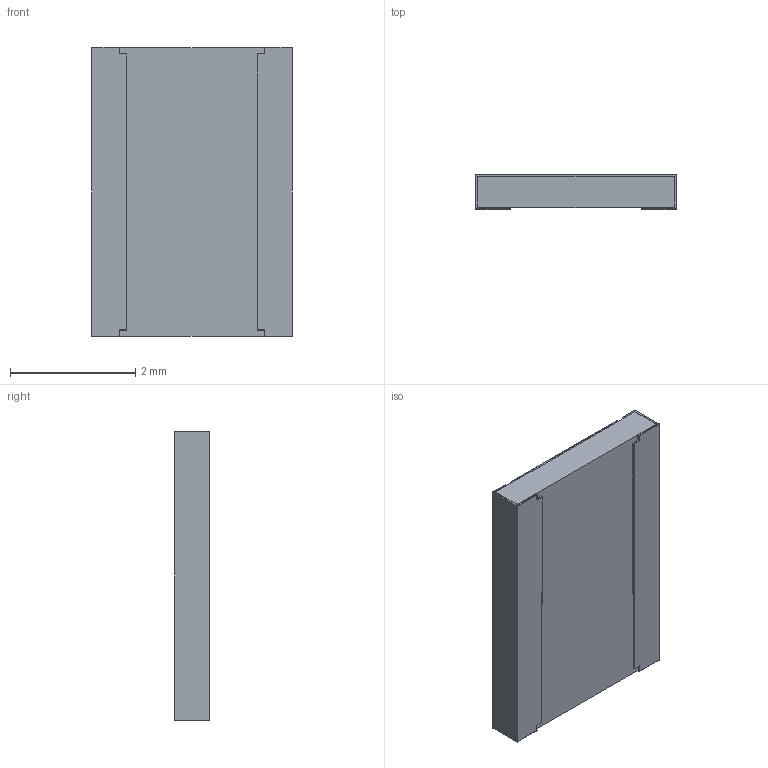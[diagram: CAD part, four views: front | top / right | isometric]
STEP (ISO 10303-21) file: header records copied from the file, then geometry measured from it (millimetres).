
FILE_DESCRIPTION (( 'STEP AP214' ), '1' );
FILE_NAME ('User Library-SMD Resistors.STEP', '2017-04-03T01:33:27', ( 'Windows User' ), ( '' ), 'SwSTEP 2.0', 'SolidWorks 2017', '' );
FILE_SCHEMA (( 'AUTOMOTIVE_DESIGN' ));
Length unit declared in the file: millimetre
Products named in the file (1): User Library-SMD Resistors
Bounding box: 3.2 x 0.55 x 4.61 mm (x, y, z)
Volume: 7.8 mm3; surface area: 38.2 mm2
Topology: 1 solids, 1 shells, 92 faces, 242 edges, 152 vertices
Faces by surface type: plane 60, cylinder 32
Entity records: 3060 total; most frequent: CARTESIAN_POINT 625, ORIENTED_EDGE 484, DIRECTION 424, EDGE_CURVE 242, VECTOR 194, LINE 194, VERTEX_POINT 152, AXIS2_PLACEMENT_3D 115
